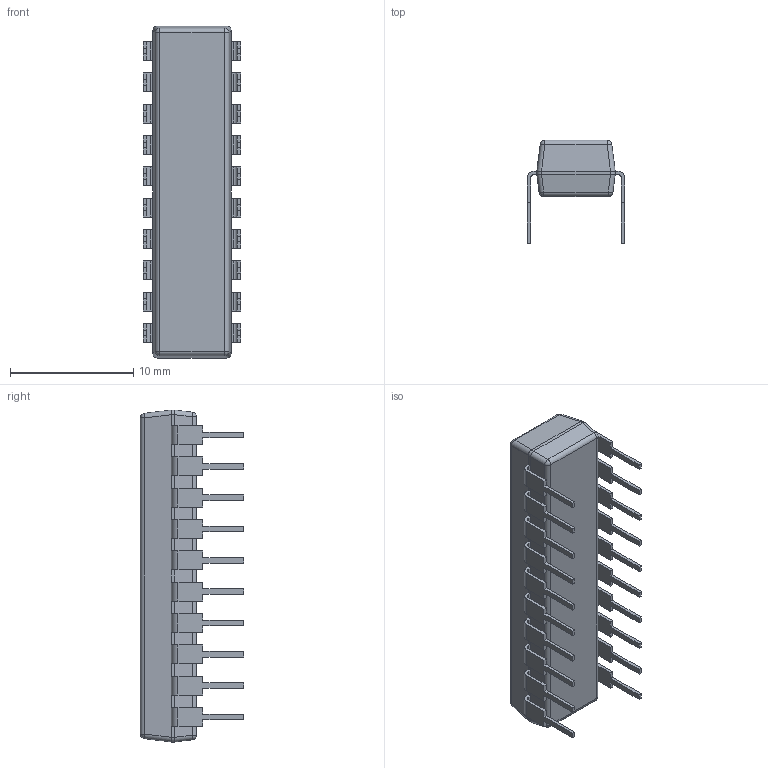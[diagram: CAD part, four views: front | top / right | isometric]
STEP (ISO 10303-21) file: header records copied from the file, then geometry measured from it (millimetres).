
FILE_DESCRIPTION((''),'2;1');
FILE_NAME('N0020A_ASM','2015-02-25T',('a0412086'),(''),'PRO/ENGINEER BY PARAMETRIC TECHNOLOGY CORPORATION, 2011490','PRO/ENGINEER BY PARAMETRIC TECHNOLOGY CORPORATION, 2011490','');
FILE_SCHEMA(('AUTOMOTIVE_DESIGN { 1 0 10303 214 1 1 1 1 }'));
Length unit declared in the file: inch
Products named in the file (7): BODY_N0020A_AF0; LEAD_N0020A_AF1; LEAD_N0020A; LEAD_N0020A_AF3; LEAD_N0020A_AF0; LEAD_N0020A_AF2; N0020A_ASM
Assembly tree (21 placements, depth 2):
  N0020A_ASM
    BODY_N0020A_AF0
    LEAD_N0020A_AF1
    LEAD_N0020A  x16
    LEAD_N0020A_AF3
    LEAD_N0020A_AF0
    LEAD_N0020A_AF2
Bounding box: 7.87 x 8.37 x 26.92 mm (x, y, z)
Volume: 764.4 mm3; surface area: 905.3 mm2
Topology: 21 solids, 21 shells, 327 faces, 815 edges, 530 vertices
Faces by surface type: plane 257, cylinder 62, sphere 8
Entity records: 5374 total; most frequent: CARTESIAN_POINT 688, DIRECTION 605, ORIENTED_EDGE 550, PRESENTATION_STYLE_ASSIGNMENT 281, STYLED_ITEM 281, CURVE_STYLE 275, EDGE_CURVE 275, VECTOR 219
